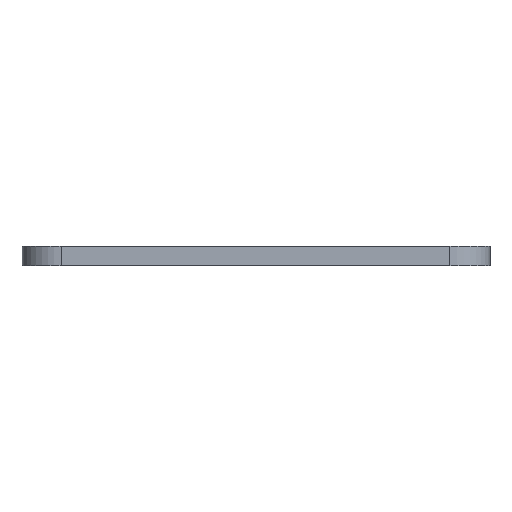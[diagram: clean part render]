
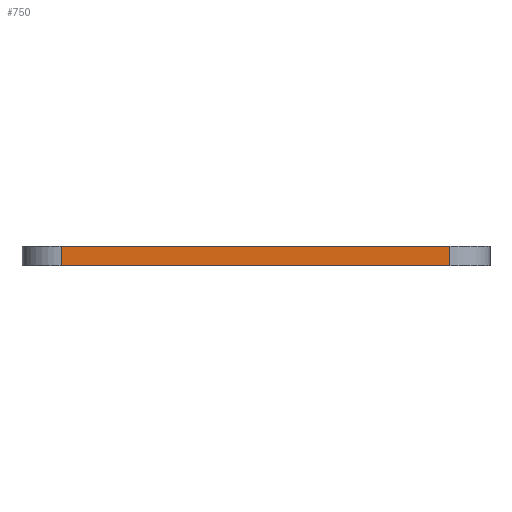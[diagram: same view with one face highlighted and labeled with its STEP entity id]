
A CAD part, left-side view. The second image highlights one B-rep face of the part: STEP entity #750.
In plain terms, the highlighted planar face has unit normal (-1, 0, 0).
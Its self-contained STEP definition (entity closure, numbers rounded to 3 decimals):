
#47=PLANE('',#839);
#83=FACE_OUTER_BOUND('',#120,.T.);
#120=EDGE_LOOP('',(#619,#620,#621,#622));
#203=LINE('',#1267,#268);
#204=LINE('',#1270,#269);
#205=LINE('',#1272,#270);
#206=LINE('',#1273,#271);
#268=VECTOR('',#1050,10.);
#269=VECTOR('',#1053,10.);
#270=VECTOR('',#1054,10.);
#271=VECTOR('',#1055,10.);
#378=VERTEX_POINT('',#1263);
#379=VERTEX_POINT('',#1265);
#380=VERTEX_POINT('',#1269);
#381=VERTEX_POINT('',#1271);
#481=EDGE_CURVE('',#378,#379,#203,.T.);
#482=EDGE_CURVE('',#380,#378,#204,.T.);
#483=EDGE_CURVE('',#381,#379,#205,.T.);
#484=EDGE_CURVE('',#380,#381,#206,.T.);
#619=ORIENTED_EDGE('',*,*,#482,.T.);
#620=ORIENTED_EDGE('',*,*,#481,.T.);
#621=ORIENTED_EDGE('',*,*,#483,.F.);
#622=ORIENTED_EDGE('',*,*,#484,.F.);
#750=ADVANCED_FACE('',(#83),#47,.T.);
#839=AXIS2_PLACEMENT_3D('',#1268,#1051,#1052);
#1050=DIRECTION('',(0.,0.,1.));
#1051=DIRECTION('center_axis',(-1.,0.,0.));
#1052=DIRECTION('ref_axis',(0.,-1.,0.));
#1053=DIRECTION('',(0.,-1.,0.));
#1054=DIRECTION('',(0.,-1.,0.));
#1055=DIRECTION('',(0.,0.,1.));
#1263=CARTESIAN_POINT('',(58.251,-187.203,0.6));
#1265=CARTESIAN_POINT('',(58.251,-187.203,5.1));
#1267=CARTESIAN_POINT('',(58.251,-187.203,0.6));
#1268=CARTESIAN_POINT('Origin',(58.251,-97.532,0.6));
#1269=CARTESIAN_POINT('',(58.251,-97.532,0.6));
#1270=CARTESIAN_POINT('',(58.251,-97.532,0.6));
#1271=CARTESIAN_POINT('',(58.251,-97.532,5.1));
#1272=CARTESIAN_POINT('',(58.251,-97.532,5.1));
#1273=CARTESIAN_POINT('',(58.251,-97.532,0.6));
